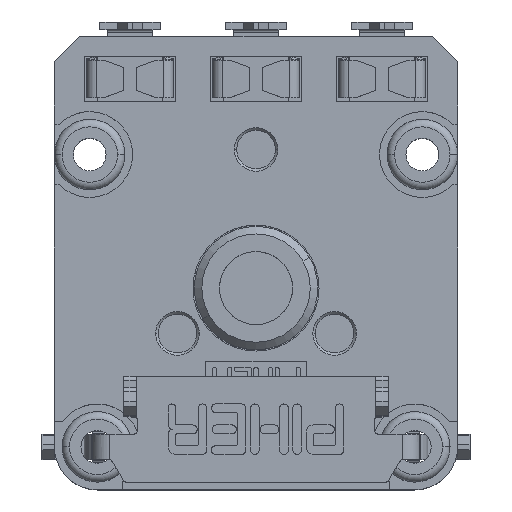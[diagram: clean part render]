
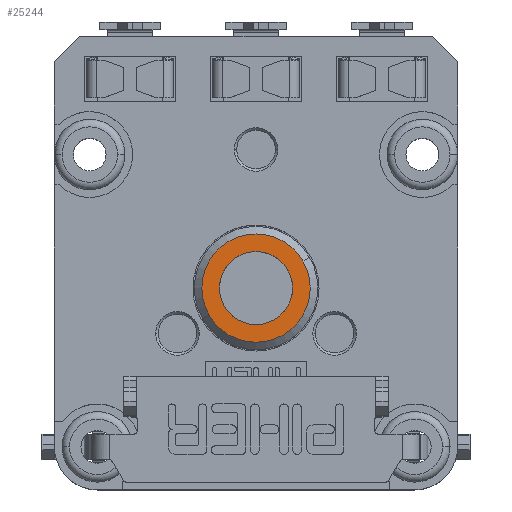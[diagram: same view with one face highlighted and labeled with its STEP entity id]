
A CAD part, top view. The second image highlights one B-rep face of the part: STEP entity #25244.
In plain terms, the highlighted planar face has unit normal (0, 0, 1).
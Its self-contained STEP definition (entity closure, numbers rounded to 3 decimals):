
#1367 = AXIS2_PLACEMENT_3D ( 'NONE', #1994, #19403, #4526 ) ;
#1649 = EDGE_LOOP ( 'NONE', ( #8328, #5951 ) ) ;
#1791 = DIRECTION ( 'NONE',  ( 0., 0., 1. ) ) ;
#1994 = CARTESIAN_POINT ( 'NONE',  ( 0., 0., 6.2 ) ) ;
#2477 = CIRCLE ( 'NONE', #30203, 2.15 ) ;
#3104 = DIRECTION ( 'NONE',  ( 0., 0., 1. ) ) ;
#4388 = CIRCLE ( 'NONE', #6714, 2.15 ) ;
#4526 = DIRECTION ( 'NONE',  ( 1., 0., 0. ) ) ;
#5059 = EDGE_CURVE ( 'NONE', #28716, #18163, #4388, .T. ) ;
#5951 = ORIENTED_EDGE ( 'NONE', *, *, #24910, .F. ) ;
#6714 = AXIS2_PLACEMENT_3D ( 'NONE', #25251, #7339, #9193 ) ;
#7339 = DIRECTION ( 'NONE',  ( 0., 0., 1. ) ) ;
#8328 = ORIENTED_EDGE ( 'NONE', *, *, #23754, .F. ) ;
#8376 = CARTESIAN_POINT ( 'NONE',  ( -1.45, 0., 6.2 ) ) ;
#8569 = EDGE_CURVE ( 'NONE', #18163, #28716, #2477, .T. ) ;
#8950 = VERTEX_POINT ( 'NONE', #17792 ) ;
#9193 = DIRECTION ( 'NONE',  ( 1., 0., 0. ) ) ;
#11811 = DIRECTION ( 'NONE',  ( 0., 0., 1. ) ) ;
#12143 = FACE_OUTER_BOUND ( 'NONE', #23275, .T. ) ;
#14968 = VERTEX_POINT ( 'NONE', #8376 ) ;
#17792 = CARTESIAN_POINT ( 'NONE',  ( 1.45, 0., 6.2 ) ) ;
#17993 = CARTESIAN_POINT ( 'NONE',  ( 0., 0., 6.2 ) ) ;
#18163 = VERTEX_POINT ( 'NONE', #26027 ) ;
#18832 = CARTESIAN_POINT ( 'NONE',  ( 2.15, 0., 6.2 ) ) ;
#18842 = CIRCLE ( 'NONE', #1367, 1.45 ) ;
#19051 = CARTESIAN_POINT ( 'NONE',  ( 0., 0., 6.2 ) ) ;
#19160 = DIRECTION ( 'NONE',  ( 1., 0., 0. ) ) ;
#19403 = DIRECTION ( 'NONE',  ( 0., 0., 1. ) ) ;
#19922 = CIRCLE ( 'NONE', #26140, 1.45 ) ;
#20507 = DIRECTION ( 'NONE',  ( 1., 0., 0. ) ) ;
#21690 = ORIENTED_EDGE ( 'NONE', *, *, #8569, .T. ) ;
#23275 = EDGE_LOOP ( 'NONE', ( #21690, #30981 ) ) ;
#23754 = EDGE_CURVE ( 'NONE', #8950, #14968, #18842, .T. ) ;
#24763 = CARTESIAN_POINT ( 'NONE',  ( 0., 0., 6.2 ) ) ;
#24910 = EDGE_CURVE ( 'NONE', #14968, #8950, #19922, .T. ) ;
#25244 = ADVANCED_FACE ( 'NONE', ( #25356, #12143 ), #31412, .T. ) ;
#25251 = CARTESIAN_POINT ( 'NONE',  ( 0., 0., 6.2 ) ) ;
#25356 = FACE_BOUND ( 'NONE', #1649, .T. ) ;
#26027 = CARTESIAN_POINT ( 'NONE',  ( -2.15, 0., 6.2 ) ) ;
#26140 = AXIS2_PLACEMENT_3D ( 'NONE', #17993, #3104, #20507 ) ;
#27173 = AXIS2_PLACEMENT_3D ( 'NONE', #19051, #1791, #19160 ) ;
#27439 = DIRECTION ( 'NONE',  ( 1., 0., 0. ) ) ;
#28716 = VERTEX_POINT ( 'NONE', #18832 ) ;
#30203 = AXIS2_PLACEMENT_3D ( 'NONE', #24763, #11811, #27439 ) ;
#30981 = ORIENTED_EDGE ( 'NONE', *, *, #5059, .T. ) ;
#31412 = PLANE ( 'NONE',  #27173 ) ;
